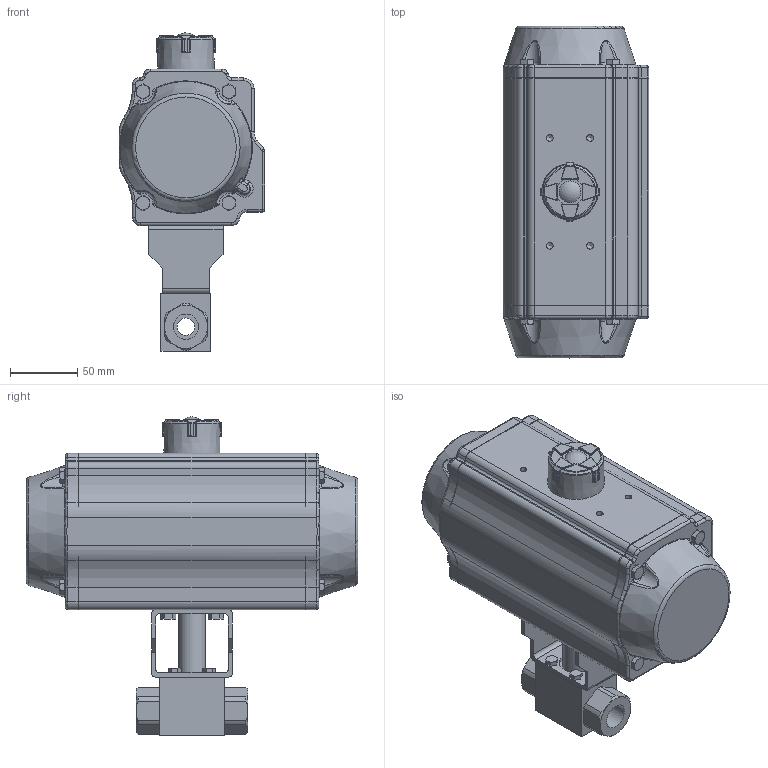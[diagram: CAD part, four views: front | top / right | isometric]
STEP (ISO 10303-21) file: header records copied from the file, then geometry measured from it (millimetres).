
FILE_DESCRIPTION(/* description */ ('Unknown'),/* implementation_level */ '2;1');
FILE_NAME(/* name */ 'FR04 4500_9769-04',/* time_stamp */ '2023-08-17T08:25:08+02:00',/* author */ ('Unknown'),/* organization */ ('Unknown'),/* preprocessor_version */ 'ST-DEVELOPER v18.102',/* originating_system */ 'Solid Edge',/* authorisation */ 'Unknown');
FILE_SCHEMA (('AUTOMOTIVE_DESIGN {1 0 10303 214 3 1 1}'));
Length unit declared in the file: millimetre
Products named in the file (14): AE50-7.500.013; Brücke F03-F05; 7.500.013; DIN558 M5x12; DIN558_M_6x16.1.3; Spindeladapter , Aufbau 50,11_11; DW05_FR04_(DW110_FR81); ____; ________(___________; _____________; ______; hexagon head bolts--product grade c gb_GB_FASTENER_BOLT_HHBC M6X30-N; cup head nib bolts with large head gb_GB_FASTENER_BOLT_CHNBW M6X25-N; KP-88
Assembly tree (28 placements, depth 4):
  AE50-7.500.013
    Brücke F03-F05
    7.500.013
    DIN558 M5x12  x4
    DIN558_M_6x16.1.3  x4
    Spindeladapter , Aufbau 50,11_11
    DW05_FR04_(DW110_FR81)
      ____
        ________(___________  x2
        _____________  x2
        ______
      hexagon head bolts--product grade c gb_GB_FASTENER_BOLT_HHBC M6X30-N  x8
      cup head nib bolts with large head gb_GB_FASTENER_BOLT_CHNBW M6X25-N
      KP-88
Bounding box: 108 x 246 x 235.81 mm (x, y, z)
Volume: 2575986.6 mm3; surface area: 186466.4 mm2
Topology: 26 solids, 26 shells, 1236 faces, 2984 edges, 1826 vertices
Faces by surface type: plane 481, cylinder 347, cone 151, bspline 147, torus 99, sphere 11
Full cylindrical faces by diameter (mm): 3 x16, 3.3 x10, 4.2 x4, 4.66 x1, 4.917 x8, 5 x21, 6 x17, 6.2 x1, 6.8 x4, 7 x4, 8.8 x2, 13 x1, 18.631 x2, 20 x1, 24.6 x1, 24.8 x1, 25 x1, 30 x1, 35.2 x1, 38.5 x1
Entity records: 32866 total; most frequent: CARTESIAN_POINT 11678, ORIENTED_EDGE 4034, DIRECTION 3996, EDGE_CURVE 2017, AXIS2_PLACEMENT_3D 1577, VERTEX_POINT 1331, FACE_BOUND 1108, EDGE_LOOP 1081
